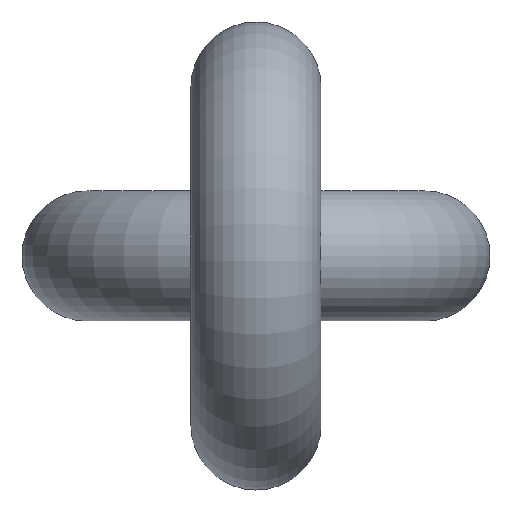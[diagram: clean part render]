
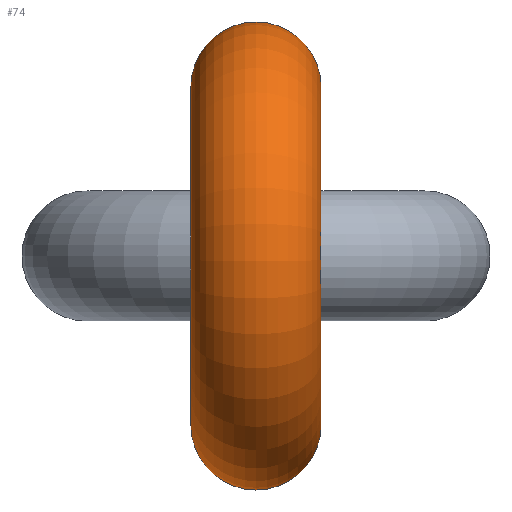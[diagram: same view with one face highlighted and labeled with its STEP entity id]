
A CAD part, left-side view. The second image highlights one B-rep face of the part: STEP entity #74.
In plain terms, the highlighted toroidal (fillet/blend) face has major radius 9.1 mm and minor radius 3.5 mm.
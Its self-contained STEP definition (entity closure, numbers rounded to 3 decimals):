
#64=TOROIDAL_SURFACE('',#211,9.1,3.5);
#74=ADVANCED_FACE('',(#100,#101),#64,.T.);
#100=FACE_BOUND('',#124,.T.);
#101=FACE_BOUND('',#125,.T.);
#124=EDGE_LOOP('',(#148));
#125=EDGE_LOOP('',(#149));
#148=ORIENTED_EDGE('',*,*,#176,.T.);
#149=ORIENTED_EDGE('',*,*,#177,.F.);
#164=VERTEX_POINT('',#293);
#165=VERTEX_POINT('',#295);
#176=EDGE_CURVE('',#164,#164,#188,.T.);
#177=EDGE_CURVE('',#165,#165,#189,.T.);
#188=CIRCLE('',#209,3.5);
#189=CIRCLE('',#210,3.5);
#209=AXIS2_PLACEMENT_3D('',#292,#251,#252);
#210=AXIS2_PLACEMENT_3D('',#294,#253,#254);
#211=AXIS2_PLACEMENT_3D('',#296,#255,#256);
#251=DIRECTION('',(-1.,0.,0.));
#252=DIRECTION('',(0.,1.,0.));
#253=DIRECTION('',(1.,0.,0.));
#254=DIRECTION('',(0.,1.,0.));
#255=DIRECTION('',(0.,-1.,0.));
#256=DIRECTION('',(0.,0.,-1.));
#292=CARTESIAN_POINT('',(-25.9,0.,9.1));
#293=CARTESIAN_POINT('',(-25.9,3.5,9.1));
#294=CARTESIAN_POINT('',(-25.9,0.,-9.1));
#295=CARTESIAN_POINT('',(-25.9,3.5,-9.1));
#296=CARTESIAN_POINT('',(-25.9,0.,0.));
